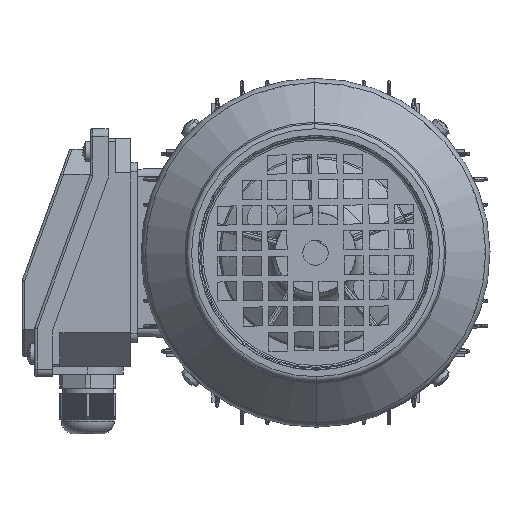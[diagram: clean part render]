
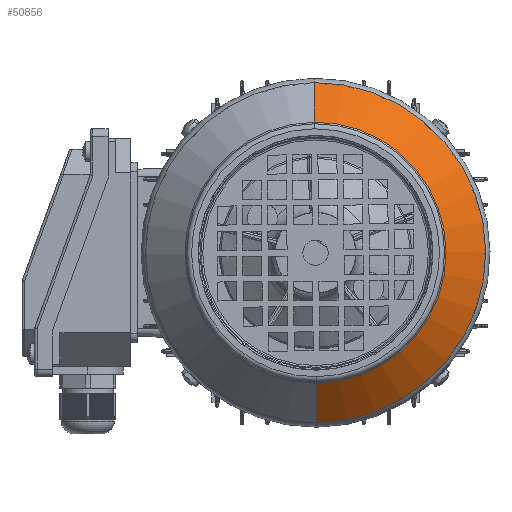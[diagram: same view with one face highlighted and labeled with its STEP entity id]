
A CAD part, left-side view. The second image highlights one B-rep face of the part: STEP entity #50856.
In plain terms, the highlighted conical face has half-angle 45 degrees and reference radius 51.586 mm.
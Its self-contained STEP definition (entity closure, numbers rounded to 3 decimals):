
#41 = DIRECTION ( 'NONE',  ( 0., 0., 1. ) ) ;
#172 = CIRCLE ( 'NONE', #90142, 67.251 ) ;
#5273 = ORIENTED_EDGE ( 'NONE', *, *, #44535, .T. ) ;
#9063 = CARTESIAN_POINT ( 'NONE',  ( 69.414, 0., -51.586 ) ) ;
#11782 = DIRECTION ( 'NONE',  ( -0.707, 0., 0.707 ) ) ;
#12385 = AXIS2_PLACEMENT_3D ( 'NONE', #112361, #45955, #32713 ) ;
#13310 = DIRECTION ( 'NONE',  ( -1., 0., 0. ) ) ;
#20842 = EDGE_CURVE ( 'NONE', #82100, #37466, #22391, .T. ) ;
#22391 = LINE ( 'NONE', #9063, #123956 ) ;
#23561 = EDGE_CURVE ( 'NONE', #37466, #40407, #172, .T. ) ;
#25074 = CARTESIAN_POINT ( 'NONE',  ( 69.414, 0., 51.586 ) ) ;
#25763 = FACE_OUTER_BOUND ( 'NONE', #27161, .T. ) ;
#26583 = CARTESIAN_POINT ( 'NONE',  ( 53.749, 0., 0. ) ) ;
#27161 = EDGE_LOOP ( 'NONE', ( #104772, #5273, #74877, #72424 ) ) ;
#32545 = DIRECTION ( 'NONE',  ( 0., 0., 1. ) ) ;
#32713 = DIRECTION ( 'NONE',  ( 0., 0., 1. ) ) ;
#37466 = VERTEX_POINT ( 'NONE', #102669 ) ;
#38350 = LINE ( 'NONE', #25074, #123959 ) ;
#40407 = VERTEX_POINT ( 'NONE', #71397 ) ;
#41245 = CONICAL_SURFACE ( 'NONE', #12385, 51.586, 0.785 ) ;
#44535 = EDGE_CURVE ( 'NONE', #82100, #106617, #56346, .T. ) ;
#45795 = DIRECTION ( 'NONE',  ( -1., 0., 0. ) ) ;
#45955 = DIRECTION ( 'NONE',  ( -1., 0., 0. ) ) ;
#50856 = ADVANCED_FACE ( 'NONE', ( #25763 ), #41245, .T. ) ;
#56346 = CIRCLE ( 'NONE', #107401, 51.586 ) ;
#59032 = CARTESIAN_POINT ( 'NONE',  ( 69.414, 0., 0. ) ) ;
#71397 = CARTESIAN_POINT ( 'NONE',  ( 53.749, 0., 67.251 ) ) ;
#72424 = ORIENTED_EDGE ( 'NONE', *, *, #23561, .F. ) ;
#74877 = ORIENTED_EDGE ( 'NONE', *, *, #76827, .T. ) ;
#76827 = EDGE_CURVE ( 'NONE', #106617, #40407, #38350, .T. ) ;
#82100 = VERTEX_POINT ( 'NONE', #114861 ) ;
#90142 = AXIS2_PLACEMENT_3D ( 'NONE', #26583, #13310, #41 ) ;
#96411 = CARTESIAN_POINT ( 'NONE',  ( 69.414, 0., 51.586 ) ) ;
#102669 = CARTESIAN_POINT ( 'NONE',  ( 53.749, 0., -67.251 ) ) ;
#104772 = ORIENTED_EDGE ( 'NONE', *, *, #20842, .F. ) ;
#106617 = VERTEX_POINT ( 'NONE', #96411 ) ;
#107401 = AXIS2_PLACEMENT_3D ( 'NONE', #59032, #45795, #32545 ) ;
#112361 = CARTESIAN_POINT ( 'NONE',  ( 69.414, 0., 0. ) ) ;
#114861 = CARTESIAN_POINT ( 'NONE',  ( 69.414, 0., -51.586 ) ) ;
#123956 = VECTOR ( 'NONE', #125505, 1000. ) ;
#123959 = VECTOR ( 'NONE', #11782, 1000. ) ;
#125505 = DIRECTION ( 'NONE',  ( -0.707, 0., -0.707 ) ) ;
